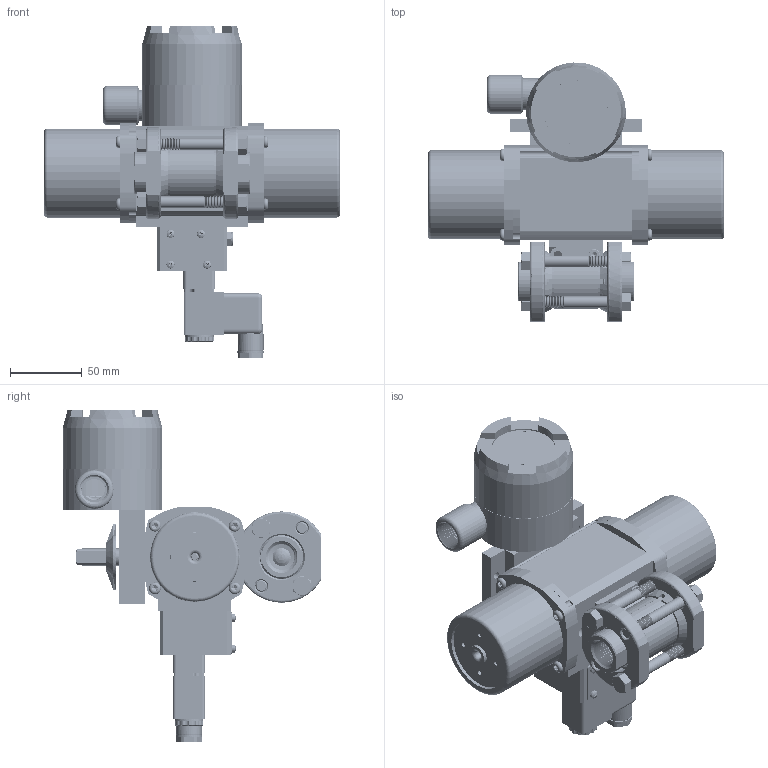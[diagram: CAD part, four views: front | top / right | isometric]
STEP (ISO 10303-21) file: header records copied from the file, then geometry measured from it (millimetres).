
FILE_DESCRIPTION (( 'STEP AP203' ), '1' );
FILE_NAME ('25XXSESA512SR3GPDSLS.step', '2018-06-12T17:34:23', ( '' ), ( '' ), 'SwSTEP 2.0', 'SolidWorks 2017', '' );
FILE_SCHEMA (( 'CONFIG_CONTROL_DESIGN' ));
Products named in the file (1): 25XXSESA512SR3GPDSLS
Bounding box: 206.12 x 180.17 x 231.11 mm (x, y, z)
Volume: 873062.7 mm3; surface area: 367234.2 mm2
Topology: 67 solids, 67 shells, 6475 faces, 17323 edges, 11055 vertices
Faces by surface type: cylinder 3147, cone 2042, plane 912, torus 218, bspline 142, sphere 14
Entity records: 260645 total; most frequent: CARTESIAN_POINT 103198, ORIENTED_EDGE 34334, DIRECTION 33288, EDGE_CURVE 17167, AXIS2_PLACEMENT_3D 13500, VERTEX_POINT 11051, CIRCLE 7166, EDGE_LOOP 6966
